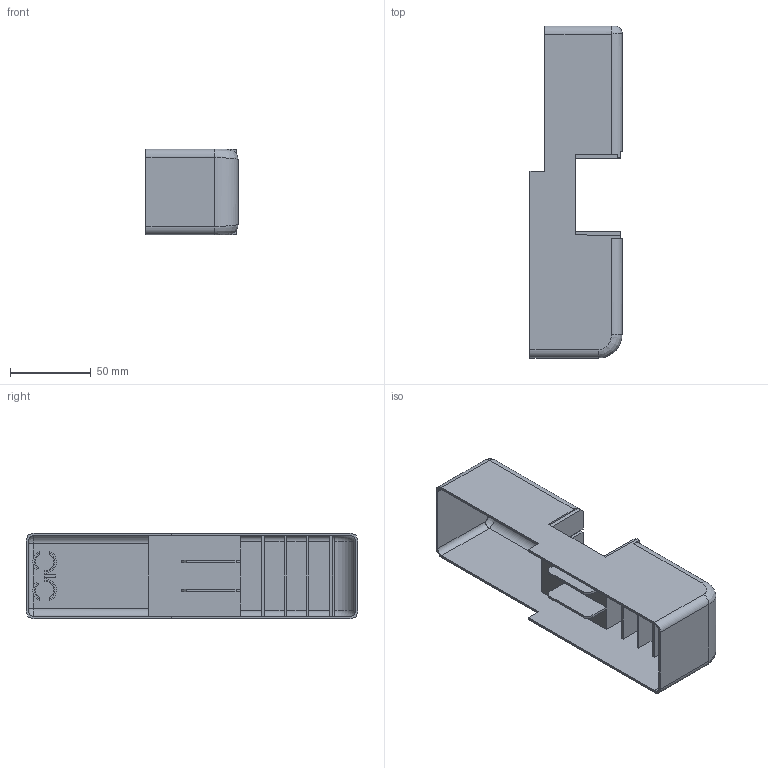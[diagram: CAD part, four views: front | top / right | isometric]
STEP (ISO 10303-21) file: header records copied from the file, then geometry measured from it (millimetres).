
FILE_DESCRIPTION(('Open CASCADE Model'),'2;1');
FILE_NAME('Open CASCADE Shape Model','2020-06-15T18:07:29',('Author'),( 'Open CASCADE'),'Open CASCADE STEP processor 7.3','Open CASCADE 7.3' ,'Unknown');
FILE_SCHEMA(('AUTOMOTIVE_DESIGN { 1 0 10303 214 1 1 1 1 }'));
Length unit declared in the file: millimetre
Products named in the file (1): Open CASCADE STEP translator 7.3 1
Bounding box: 57 x 205.39 x 53.1 mm (x, y, z)
Volume: 80832.8 mm3; surface area: 87677.2 mm2
Topology: 1 solids, 1 shells, 206 faces, 615 edges, 418 vertices
Faces by surface type: plane 141, cylinder 57, bspline 6, torus 2
Entity records: 16543 total; most frequent: CARTESIAN_POINT 4340, DIRECTION 2248, LINE 1555, VECTOR 1555, ORIENTED_EDGE 1230, PCURVE 1230, DEFINITIONAL_REPRESENTATION 1230, EDGE_CURVE 615
